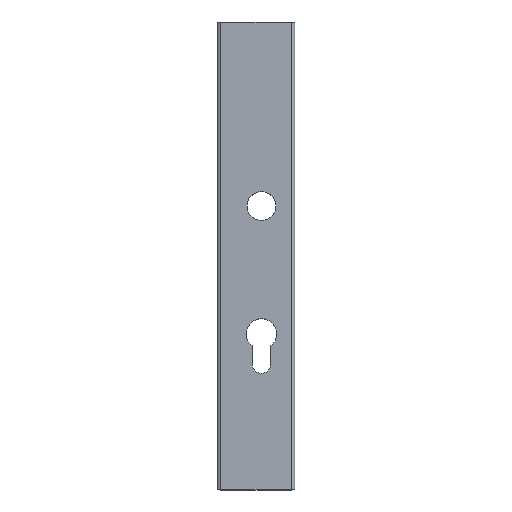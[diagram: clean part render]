
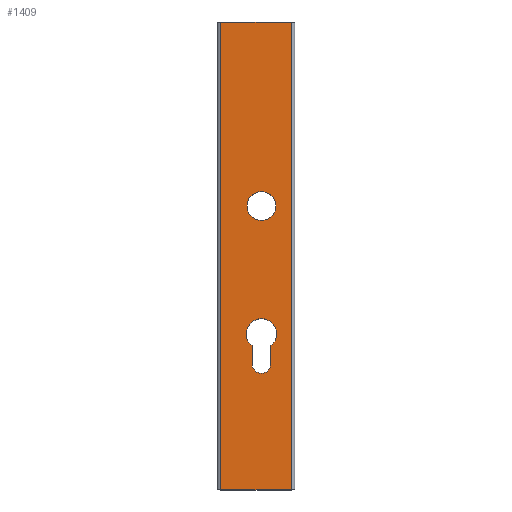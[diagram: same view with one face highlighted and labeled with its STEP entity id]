
A CAD part, top view. The second image highlights one B-rep face of the part: STEP entity #1409.
In plain terms, the highlighted planar face has unit normal (0, 0, 1).
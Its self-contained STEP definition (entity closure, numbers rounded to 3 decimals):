
#6 = CIRCLE ( 'NONE', #781, 9.75 ) ;
#31 = CARTESIAN_POINT ( 'NONE',  ( -6.25, 100., 15. ) ) ;
#59 = AXIS2_PLACEMENT_3D ( 'NONE', #684, #906, #1149 ) ;
#65 = VERTEX_POINT ( 'NONE', #136 ) ;
#72 = FACE_BOUND ( 'NONE', #429, .T. ) ;
#79 = VECTOR ( 'NONE', #976, 1000. ) ;
#100 = CARTESIAN_POINT ( 'NONE',  ( 9.5, 92.315, 15. ) ) ;
#122 = CARTESIAN_POINT ( 'NONE',  ( -2.5, 92.315, 15. ) ) ;
#127 = EDGE_CURVE ( 'NONE', #1476, #736, #6, .T. ) ;
#136 = CARTESIAN_POINT ( 'NONE',  ( 22.5, 300., 15. ) ) ;
#145 = VERTEX_POINT ( 'NONE', #792 ) ;
#155 = LINE ( 'NONE', #1342, #859 ) ;
#160 = VERTEX_POINT ( 'NONE', #100 ) ;
#168 = CARTESIAN_POINT ( 'NONE',  ( 22.5, 300., 15. ) ) ;
#183 = DIRECTION ( 'NONE',  ( 0., 0., 1. ) ) ;
#227 = ORIENTED_EDGE ( 'NONE', *, *, #127, .F. ) ;
#254 = VERTEX_POINT ( 'NONE', #1325 ) ;
#290 = VECTOR ( 'NONE', #1227, 1000. ) ;
#293 = EDGE_CURVE ( 'NONE', #1291, #254, #1201, .T. ) ;
#356 = DIRECTION ( 'NONE',  ( 0., 0., 1. ) ) ;
#392 = CARTESIAN_POINT ( 'NONE',  ( -2.5, 80.75, 15. ) ) ;
#406 = ORIENTED_EDGE ( 'NONE', *, *, #810, .F. ) ;
#425 = VECTOR ( 'NONE', #978, 1000. ) ;
#429 = EDGE_LOOP ( 'NONE', ( #1027, #1313, #987, #637, #227, #619 ) ) ;
#452 = DIRECTION ( 'NONE',  ( 1., 0., 0. ) ) ;
#468 = CARTESIAN_POINT ( 'NONE',  ( -2.5, 80.75, 15. ) ) ;
#484 = VECTOR ( 'NONE', #851, 1000. ) ;
#500 = CARTESIAN_POINT ( 'NONE',  ( 22.5, 0., 15. ) ) ;
#508 = VERTEX_POINT ( 'NONE', #122 ) ;
#523 = ORIENTED_EDGE ( 'NONE', *, *, #713, .F. ) ;
#526 = CARTESIAN_POINT ( 'NONE',  ( 22.5, 300., 15. ) ) ;
#535 = FACE_BOUND ( 'NONE', #886, .T. ) ;
#536 = EDGE_LOOP ( 'NONE', ( #1120, #1482, #406, #773 ) ) ;
#573 = VECTOR ( 'NONE', #798, 1000. ) ;
#577 = CARTESIAN_POINT ( 'NONE',  ( 3.5, 80.75, 15. ) ) ;
#584 = CARTESIAN_POINT ( 'NONE',  ( 3.5, 100., 15. ) ) ;
#611 = AXIS2_PLACEMENT_3D ( 'NONE', #584, #356, #1072 ) ;
#619 = ORIENTED_EDGE ( 'NONE', *, *, #1122, .F. ) ;
#620 = CIRCLE ( 'NONE', #1324, 9.25 ) ;
#637 = ORIENTED_EDGE ( 'NONE', *, *, #680, .F. ) ;
#662 = CARTESIAN_POINT ( 'NONE',  ( 13.25, 100., 15. ) ) ;
#680 = EDGE_CURVE ( 'NONE', #736, #508, #805, .T. ) ;
#684 = CARTESIAN_POINT ( 'NONE',  ( 22.5, 300., 15. ) ) ;
#700 = EDGE_CURVE ( 'NONE', #508, #1103, #1177, .T. ) ;
#708 = DIRECTION ( 'NONE',  ( 0., 0., 1. ) ) ;
#713 = EDGE_CURVE ( 'NONE', #771, #1125, #1387, .T. ) ;
#736 = VERTEX_POINT ( 'NONE', #31 ) ;
#739 = CARTESIAN_POINT ( 'NONE',  ( -22.5, 300., 15. ) ) ;
#755 = AXIS2_PLACEMENT_3D ( 'NONE', #1445, #862, #1215 ) ;
#759 = LINE ( 'NONE', #739, #425 ) ;
#769 = CARTESIAN_POINT ( 'NONE',  ( 12.75, 182., 15. ) ) ;
#771 = VERTEX_POINT ( 'NONE', #769 ) ;
#773 = ORIENTED_EDGE ( 'NONE', *, *, #1274, .T. ) ;
#781 = AXIS2_PLACEMENT_3D ( 'NONE', #1034, #1499, #452 ) ;
#791 = DIRECTION ( 'NONE',  ( 1., 0., 0. ) ) ;
#792 = CARTESIAN_POINT ( 'NONE',  ( -22.5, 300., 15. ) ) ;
#798 = DIRECTION ( 'NONE',  ( 0., -1., 0. ) ) ;
#805 = CIRCLE ( 'NONE', #755, 9.75 ) ;
#810 = EDGE_CURVE ( 'NONE', #145, #65, #1137, .T. ) ;
#835 = CARTESIAN_POINT ( 'NONE',  ( 3.5, 182., 15. ) ) ;
#839 = VERTEX_POINT ( 'NONE', #1241 ) ;
#851 = DIRECTION ( 'NONE',  ( 0., -1., 0. ) ) ;
#856 = DIRECTION ( 'NONE',  ( 0., 0., 1. ) ) ;
#859 = VECTOR ( 'NONE', #1204, 1000. ) ;
#860 = CARTESIAN_POINT ( 'NONE',  ( -22.5, 0., 15. ) ) ;
#862 = DIRECTION ( 'NONE',  ( 0., 0., 1. ) ) ;
#874 = AXIS2_PLACEMENT_3D ( 'NONE', #577, #708, #1169 ) ;
#886 = EDGE_LOOP ( 'NONE', ( #523, #1022 ) ) ;
#906 = DIRECTION ( 'NONE',  ( 0., 0., -1. ) ) ;
#976 = DIRECTION ( 'NONE',  ( 1., 0., 0. ) ) ;
#978 = DIRECTION ( 'NONE',  ( 0., -1., 0. ) ) ;
#987 = ORIENTED_EDGE ( 'NONE', *, *, #700, .F. ) ;
#1002 = PLANE ( 'NONE',  #59 ) ;
#1022 = ORIENTED_EDGE ( 'NONE', *, *, #1375, .F. ) ;
#1027 = ORIENTED_EDGE ( 'NONE', *, *, #1295, .F. ) ;
#1029 = AXIS2_PLACEMENT_3D ( 'NONE', #835, #856, #1300 ) ;
#1030 = CIRCLE ( 'NONE', #874, 6. ) ;
#1034 = CARTESIAN_POINT ( 'NONE',  ( 3.5, 100., 15. ) ) ;
#1045 = CARTESIAN_POINT ( 'NONE',  ( -5.75, 182., 15. ) ) ;
#1072 = DIRECTION ( 'NONE',  ( 1., 0., 0. ) ) ;
#1081 = EDGE_CURVE ( 'NONE', #1103, #839, #1030, .T. ) ;
#1103 = VERTEX_POINT ( 'NONE', #468 ) ;
#1120 = ORIENTED_EDGE ( 'NONE', *, *, #293, .T. ) ;
#1122 = EDGE_CURVE ( 'NONE', #160, #1476, #1244, .T. ) ;
#1125 = VERTEX_POINT ( 'NONE', #1045 ) ;
#1137 = LINE ( 'NONE', #526, #290 ) ;
#1149 = DIRECTION ( 'NONE',  ( -1., 0., 0. ) ) ;
#1169 = DIRECTION ( 'NONE',  ( 1., 0., 0. ) ) ;
#1177 = LINE ( 'NONE', #392, #484 ) ;
#1201 = LINE ( 'NONE', #500, #79 ) ;
#1204 = DIRECTION ( 'NONE',  ( 0., 1., 0. ) ) ;
#1215 = DIRECTION ( 'NONE',  ( 1., 0., 0. ) ) ;
#1227 = DIRECTION ( 'NONE',  ( 1., 0., 0. ) ) ;
#1237 = FACE_OUTER_BOUND ( 'NONE', #536, .T. ) ;
#1241 = CARTESIAN_POINT ( 'NONE',  ( 9.5, 80.75, 15. ) ) ;
#1244 = CIRCLE ( 'NONE', #611, 9.75 ) ;
#1274 = EDGE_CURVE ( 'NONE', #145, #1291, #759, .T. ) ;
#1291 = VERTEX_POINT ( 'NONE', #860 ) ;
#1295 = EDGE_CURVE ( 'NONE', #839, #160, #155, .T. ) ;
#1300 = DIRECTION ( 'NONE',  ( 1., 0., 0. ) ) ;
#1313 = ORIENTED_EDGE ( 'NONE', *, *, #1081, .F. ) ;
#1324 = AXIS2_PLACEMENT_3D ( 'NONE', #1473, #183, #791 ) ;
#1325 = CARTESIAN_POINT ( 'NONE',  ( 22.5, 0., 15. ) ) ;
#1341 = EDGE_CURVE ( 'NONE', #65, #254, #1443, .T. ) ;
#1342 = CARTESIAN_POINT ( 'NONE',  ( 9.5, 80.75, 15. ) ) ;
#1375 = EDGE_CURVE ( 'NONE', #1125, #771, #620, .T. ) ;
#1387 = CIRCLE ( 'NONE', #1029, 9.25 ) ;
#1409 = ADVANCED_FACE ( 'NONE', ( #72, #535, #1237 ), #1002, .F. ) ;
#1443 = LINE ( 'NONE', #168, #573 ) ;
#1445 = CARTESIAN_POINT ( 'NONE',  ( 3.5, 100., 15. ) ) ;
#1473 = CARTESIAN_POINT ( 'NONE',  ( 3.5, 182., 15. ) ) ;
#1476 = VERTEX_POINT ( 'NONE', #662 ) ;
#1482 = ORIENTED_EDGE ( 'NONE', *, *, #1341, .F. ) ;
#1499 = DIRECTION ( 'NONE',  ( 0., 0., 1. ) ) ;
